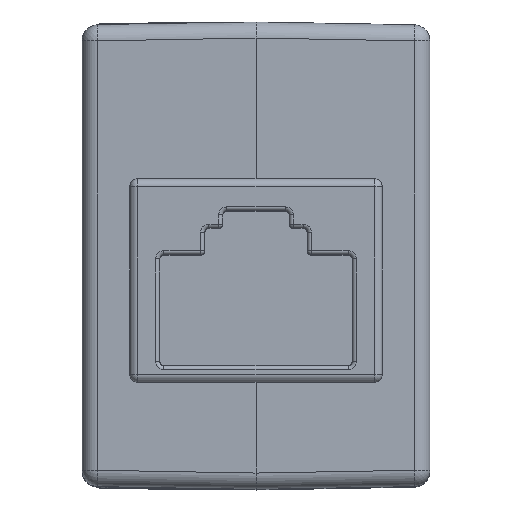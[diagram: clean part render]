
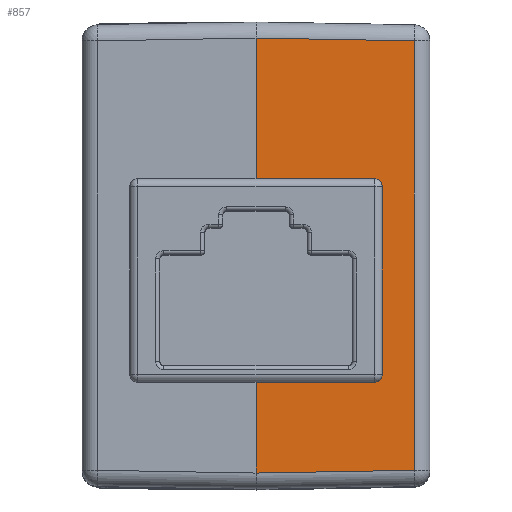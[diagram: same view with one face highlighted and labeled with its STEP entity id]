
A CAD part, top view. The second image highlights one B-rep face of the part: STEP entity #857.
In plain terms, the highlighted planar face has unit normal (0.018, 0, 1).
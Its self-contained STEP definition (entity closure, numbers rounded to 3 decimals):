
#648=PLANE('',#11287);
#857=ADVANCED_FACE('',(#1873),#648,.T.);
#1873=FACE_OUTER_BOUND('',#2536,.T.);
#2536=EDGE_LOOP('',(#3916,#3917,#3918,#3919,#3920,#3921,#3922,#3923,#3924,
#3925));
#3296=ELLIPSE('',#11272,0.5,0.5);
#3297=ELLIPSE('',#11276,0.5,0.5);
#3916=ORIENTED_EDGE('',*,*,#8135,.T.);
#3917=ORIENTED_EDGE('',*,*,#8145,.T.);
#3918=ORIENTED_EDGE('',*,*,#8158,.T.);
#3919=ORIENTED_EDGE('',*,*,#8159,.T.);
#3920=ORIENTED_EDGE('',*,*,#8160,.F.);
#3921=ORIENTED_EDGE('',*,*,#8161,.F.);
#3922=ORIENTED_EDGE('',*,*,#8162,.T.);
#3923=ORIENTED_EDGE('',*,*,#8147,.T.);
#3924=ORIENTED_EDGE('',*,*,#8141,.T.);
#3925=ORIENTED_EDGE('',*,*,#8138,.T.);
#7159=VERTEX_POINT('',#15581);
#7161=VERTEX_POINT('',#15585);
#7163=VERTEX_POINT('',#15590);
#7165=VERTEX_POINT('',#15596);
#7168=VERTEX_POINT('',#15605);
#7170=VERTEX_POINT('',#15611);
#7176=VERTEX_POINT('',#15632);
#7177=VERTEX_POINT('',#15634);
#7178=VERTEX_POINT('',#15636);
#7179=VERTEX_POINT('',#15638);
#8135=EDGE_CURVE('',#7159,#7161,#3296,.T.);
#8138=EDGE_CURVE('',#7163,#7159,#9774,.T.);
#8141=EDGE_CURVE('',#7165,#7163,#3297,.T.);
#8145=EDGE_CURVE('',#7161,#7168,#9779,.T.);
#8147=EDGE_CURVE('',#7170,#7165,#9781,.T.);
#8158=EDGE_CURVE('',#7168,#7176,#9788,.T.);
#8159=EDGE_CURVE('',#7176,#7177,#9789,.T.);
#8160=EDGE_CURVE('',#7178,#7177,#9790,.T.);
#8161=EDGE_CURVE('',#7179,#7178,#9791,.T.);
#8162=EDGE_CURVE('',#7179,#7170,#9792,.T.);
#9774=LINE('',#15592,#10524);
#9779=LINE('',#15606,#10529);
#9781=LINE('',#15610,#10531);
#9788=LINE('',#15631,#10538);
#9789=LINE('',#15633,#10539);
#9790=LINE('',#15635,#10540);
#9791=LINE('',#15637,#10541);
#9792=LINE('',#15639,#10542);
#10524=VECTOR('',#12468,1.);
#10529=VECTOR('',#12481,1.);
#10531=VECTOR('',#12485,1.);
#10538=VECTOR('',#12508,1.);
#10539=VECTOR('',#12509,1.);
#10540=VECTOR('',#12510,1.);
#10541=VECTOR('',#12511,1.);
#10542=VECTOR('',#12512,1.);
#11272=AXIS2_PLACEMENT_3D('',#15586,#12462,#12463);
#11276=AXIS2_PLACEMENT_3D('',#15598,#12474,#12475);
#11287=AXIS2_PLACEMENT_3D('',#15640,#12513,#12514);
#12462=DIRECTION('',(-0.017,0.,-1.));
#12463=DIRECTION('',(1.,0.,-0.017));
#12468=DIRECTION('',(0.,-1.,0.));
#12474=DIRECTION('',(-0.017,0.,-1.));
#12475=DIRECTION('',(1.,0.,-0.017));
#12481=DIRECTION('',(-1.,0.,0.017));
#12485=DIRECTION('',(1.,0.,-0.017));
#12508=DIRECTION('',(0.,-1.,0.));
#12509=DIRECTION('',(1.,0.017,-0.017));
#12510=DIRECTION('',(0.,-1.,0.));
#12511=DIRECTION('',(1.,-0.017,-0.017));
#12512=DIRECTION('',(0.,-1.,0.));
#12513=DIRECTION('',(0.017,0.,1.));
#12514=DIRECTION('',(0.,-1.,0.));
#15581=CARTESIAN_POINT('',(7.85,6.85,14.013));
#15585=CARTESIAN_POINT('',(7.35,6.35,14.022));
#15586=CARTESIAN_POINT('',(7.35,6.85,14.022));
#15590=CARTESIAN_POINT('',(7.85,18.5,14.013));
#15592=CARTESIAN_POINT('',(7.85,-0.275,14.013));
#15596=CARTESIAN_POINT('',(7.35,19.,14.022));
#15598=CARTESIAN_POINT('',(7.35,18.5,14.022));
#15605=CARTESIAN_POINT('',(0.,6.35,14.15));
#15606=CARTESIAN_POINT('',(0.,6.35,14.15));
#15610=CARTESIAN_POINT('',(0.,19.,14.15));
#15611=CARTESIAN_POINT('',(0.,19.,14.15));
#15631=CARTESIAN_POINT('',(0.,6.571,14.15));
#15632=CARTESIAN_POINT('',(0.,0.725,14.15));
#15633=CARTESIAN_POINT('',(0.,0.725,14.15));
#15634=CARTESIAN_POINT('',(9.817,0.897,13.979));
#15635=CARTESIAN_POINT('',(9.817,27.554,13.979));
#15636=CARTESIAN_POINT('',(9.817,27.554,13.979));
#15637=CARTESIAN_POINT('',(0.,27.726,14.15));
#15638=CARTESIAN_POINT('',(0.,27.726,14.15));
#15639=CARTESIAN_POINT('',(0.,6.571,14.15));
#15640=CARTESIAN_POINT('',(0.,-0.275,14.15));
